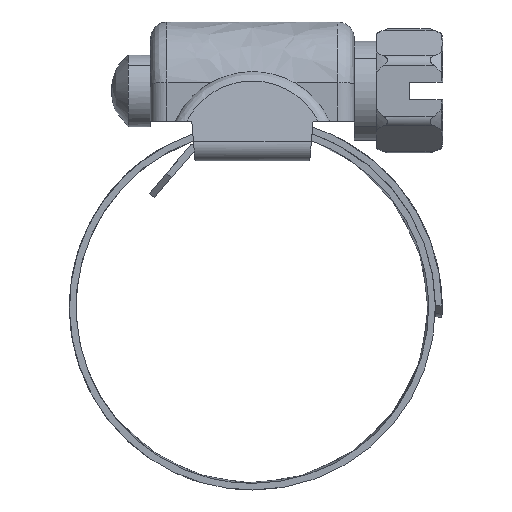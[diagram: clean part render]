
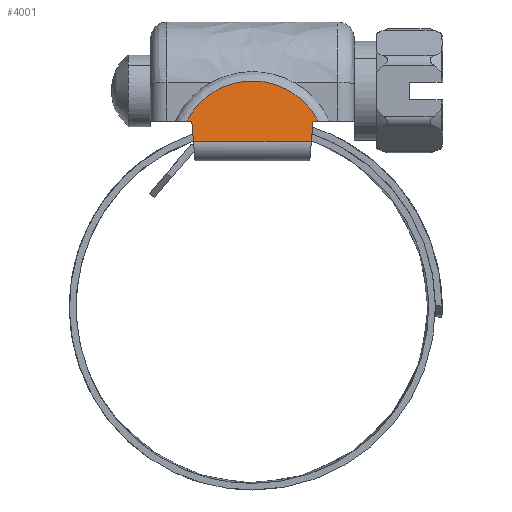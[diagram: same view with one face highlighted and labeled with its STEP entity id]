
A CAD part, front view. The second image highlights one B-rep face of the part: STEP entity #4001.
In plain terms, the highlighted free-form (B-spline) face has degree [1, 1] with [2, 2] control points.
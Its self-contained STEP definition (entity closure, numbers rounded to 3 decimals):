
#2926=CARTESIAN_POINT('',(-5.344,-7.786,11.202));
#2927=VERTEX_POINT('',#2926);
#2948=CARTESIAN_POINT('',(5.344,-7.786,11.202));
#2949=VERTEX_POINT('',#2948);
#2963=CARTESIAN_POINT('',(-5.344,-7.786,11.202));
#2964=CARTESIAN_POINT('',(5.344,-7.786,11.202));
#2965=QUASI_UNIFORM_CURVE('',1,(#2963,#2964),.UNSPECIFIED.,.F.,.U.);
#2966=EDGE_CURVE('',#2927,#2949,#2965,.T.);
#3158=CARTESIAN_POINT('',(-5.962,-7.502,13.077));
#3159=VERTEX_POINT('',#3158);
#3183=CARTESIAN_POINT('',(5.962,-7.502,13.077));
#3184=VERTEX_POINT('',#3183);
#3185=CARTESIAN_POINT('',(5.962,-7.502,13.077));
#3186=CARTESIAN_POINT('',(4.098,-6.948,16.727));
#3187=CARTESIAN_POINT('',(0.,-6.948,16.727));
#3188=CARTESIAN_POINT('',(-4.098,-6.948,16.727));
#3189=CARTESIAN_POINT('',(-5.962,-7.502,13.077));
#3197=(BOUNDED_CURVE()B_SPLINE_CURVE(2,(#3185,#3186,#3187,#3188,#3189),.UNSPECIFIED.,.F.,.U.)B_SPLINE_CURVE_WITH_KNOTS((3,2,3),(0.0,0.5,1.0),.UNSPECIFIED.)CURVE()GEOMETRIC_REPRESENTATION_ITEM()RATIONAL_B_SPLINE_CURVE((1.0,0.853,1.0,0.853,1.0))REPRESENTATION_ITEM(''));
#3198=EDGE_CURVE('',#3184,#3159,#3197,.T.);
#3968=CARTESIAN_POINT('',(-6.558,-6.906,17.003));
#3969=CARTESIAN_POINT('',(-6.558,-7.828,10.926));
#3970=CARTESIAN_POINT('',(6.558,-6.906,17.003));
#3971=CARTESIAN_POINT('',(6.558,-7.828,10.926));
#3972=B_SPLINE_SURFACE_WITH_KNOTS('',1,1,((#3968,#3970),(#3969,#3971)),.UNSPECIFIED.,.F.,.F.,.U.,(2,2),(2,2),(0.0,6.147),(0.0,13.116),.UNSPECIFIED.);
#3973=CARTESIAN_POINT('',(-5.5,-7.502,13.077));
#3974=VERTEX_POINT('',#3973);
#3975=CARTESIAN_POINT('',(-5.5,-7.502,13.077));
#3976=CARTESIAN_POINT('',(-5.344,-7.786,11.202));
#3977=QUASI_UNIFORM_CURVE('',1,(#3975,#3976),.UNSPECIFIED.,.F.,.U.);
#3978=EDGE_CURVE('',#3974,#2927,#3977,.T.);
#3979=ORIENTED_EDGE('',*,*,#3978,.T.);
#3980=ORIENTED_EDGE('',*,*,#2966,.T.);
#3981=CARTESIAN_POINT('',(5.5,-7.502,13.077));
#3982=VERTEX_POINT('',#3981);
#3983=CARTESIAN_POINT('',(5.344,-7.786,11.202));
#3984=CARTESIAN_POINT('',(5.5,-7.502,13.077));
#3985=QUASI_UNIFORM_CURVE('',1,(#3983,#3984),.UNSPECIFIED.,.F.,.U.);
#3986=EDGE_CURVE('',#2949,#3982,#3985,.T.);
#3987=ORIENTED_EDGE('',*,*,#3986,.T.);
#3988=CARTESIAN_POINT('',(5.5,-7.502,13.077));
#3989=CARTESIAN_POINT('',(5.962,-7.502,13.077));
#3990=QUASI_UNIFORM_CURVE('',1,(#3988,#3989),.UNSPECIFIED.,.F.,.U.);
#3991=EDGE_CURVE('',#3982,#3184,#3990,.T.);
#3992=ORIENTED_EDGE('',*,*,#3991,.T.);
#3993=ORIENTED_EDGE('',*,*,#3198,.T.);
#3994=CARTESIAN_POINT('',(-5.962,-7.502,13.077));
#3995=CARTESIAN_POINT('',(-5.5,-7.502,13.077));
#3996=QUASI_UNIFORM_CURVE('',1,(#3994,#3995),.UNSPECIFIED.,.F.,.U.);
#3997=EDGE_CURVE('',#3159,#3974,#3996,.T.);
#3998=ORIENTED_EDGE('',*,*,#3997,.T.);
#3999=EDGE_LOOP('',(#3979,#3980,#3987,#3992,#3993,#3998));
#4000=FACE_OUTER_BOUND('',#3999,.T.);
#4001=ADVANCED_FACE('',(#4000),#3972,.T.);
